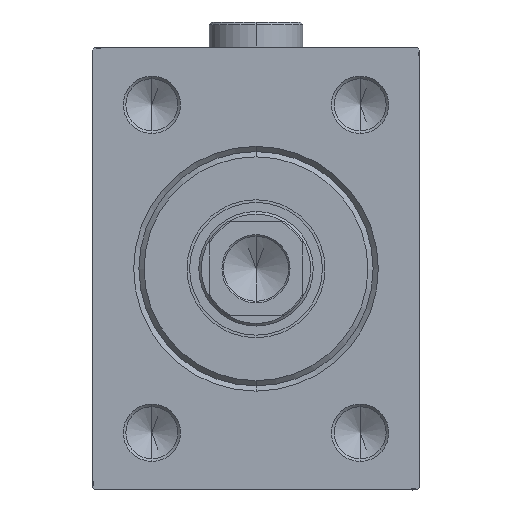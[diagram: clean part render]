
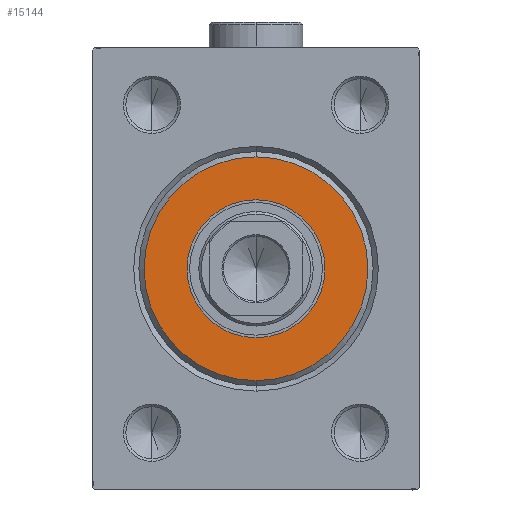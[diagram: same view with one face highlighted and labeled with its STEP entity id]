
A CAD part, left-side view. The second image highlights one B-rep face of the part: STEP entity #15144.
In plain terms, the highlighted face is planar.
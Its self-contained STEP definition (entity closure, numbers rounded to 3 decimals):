
#488 = CIRCLE ( 'NONE', #13018, 21.5 ) ;
#2057 = AXIS2_PLACEMENT_3D ( 'NONE', #9881, #20284, #44691 ) ;
#2120 = CIRCLE ( 'NONE', #22757, 21.5 ) ;
#7017 = EDGE_LOOP ( 'NONE', ( #22182, #12423 ) ) ;
#8419 = VERTEX_POINT ( 'NONE', #23879 ) ;
#9881 = CARTESIAN_POINT ( 'NONE',  ( 3., 0., 0. ) ) ;
#10083 = AXIS2_PLACEMENT_3D ( 'NONE', #23110, #18967, #13150 ) ;
#10736 = PLANE ( 'NONE',  #35509 ) ;
#11443 = DIRECTION ( 'NONE',  ( 1., 0., 0. ) ) ;
#12423 = ORIENTED_EDGE ( 'NONE', *, *, #30877, .T. ) ;
#13018 = AXIS2_PLACEMENT_3D ( 'NONE', #15130, #11443, #39811 ) ;
#13150 = DIRECTION ( 'NONE',  ( 0., 0., -1. ) ) ;
#14645 = FACE_OUTER_BOUND ( 'NONE', #7017, .T. ) ;
#14836 = DIRECTION ( 'NONE',  ( 1., 0., 0. ) ) ;
#14868 = DIRECTION ( 'NONE',  ( 0., 0., -1. ) ) ;
#15130 = CARTESIAN_POINT ( 'NONE',  ( 3., 0., 0. ) ) ;
#15144 = ADVANCED_FACE ( 'NONE', ( #14645, #42322 ), #10736, .T. ) ;
#15303 = CIRCLE ( 'NONE', #2057, 13.25 ) ;
#18967 = DIRECTION ( 'NONE',  ( 1., 0., 0. ) ) ;
#18976 = VERTEX_POINT ( 'NONE', #22922 ) ;
#20284 = DIRECTION ( 'NONE',  ( 1., 0., 0. ) ) ;
#22182 = ORIENTED_EDGE ( 'NONE', *, *, #35572, .T. ) ;
#22654 = CARTESIAN_POINT ( 'NONE',  ( 3., 0., 21.5 ) ) ;
#22757 = AXIS2_PLACEMENT_3D ( 'NONE', #28682, #14836, #28906 ) ;
#22922 = CARTESIAN_POINT ( 'NONE',  ( 3., 0., 13.25 ) ) ;
#23110 = CARTESIAN_POINT ( 'NONE',  ( 3., 0., 0. ) ) ;
#23879 = CARTESIAN_POINT ( 'NONE',  ( 3., 0., -21.5 ) ) ;
#24851 = CIRCLE ( 'NONE', #10083, 13.25 ) ;
#27927 = ORIENTED_EDGE ( 'NONE', *, *, #29513, .F. ) ;
#28682 = CARTESIAN_POINT ( 'NONE',  ( 3., 0., 0. ) ) ;
#28906 = DIRECTION ( 'NONE',  ( 0., 0., -1. ) ) ;
#29513 = EDGE_CURVE ( 'NONE', #18976, #44249, #15303, .T. ) ;
#30877 = EDGE_CURVE ( 'NONE', #8419, #43378, #488, .T. ) ;
#31018 = CARTESIAN_POINT ( 'NONE',  ( 3., 0., -13.25 ) ) ;
#32178 = CARTESIAN_POINT ( 'NONE',  ( 3., 0., 0. ) ) ;
#32398 = EDGE_CURVE ( 'NONE', #44249, #18976, #24851, .T. ) ;
#35509 = AXIS2_PLACEMENT_3D ( 'NONE', #32178, #35642, #14868 ) ;
#35572 = EDGE_CURVE ( 'NONE', #43378, #8419, #2120, .T. ) ;
#35642 = DIRECTION ( 'NONE',  ( 1., 0., 0. ) ) ;
#35662 = ORIENTED_EDGE ( 'NONE', *, *, #32398, .F. ) ;
#38752 = EDGE_LOOP ( 'NONE', ( #35662, #27927 ) ) ;
#39811 = DIRECTION ( 'NONE',  ( 0., 0., -1. ) ) ;
#42322 = FACE_BOUND ( 'NONE', #38752, .T. ) ;
#43378 = VERTEX_POINT ( 'NONE', #22654 ) ;
#44249 = VERTEX_POINT ( 'NONE', #31018 ) ;
#44691 = DIRECTION ( 'NONE',  ( 0., 0., -1. ) ) ;
